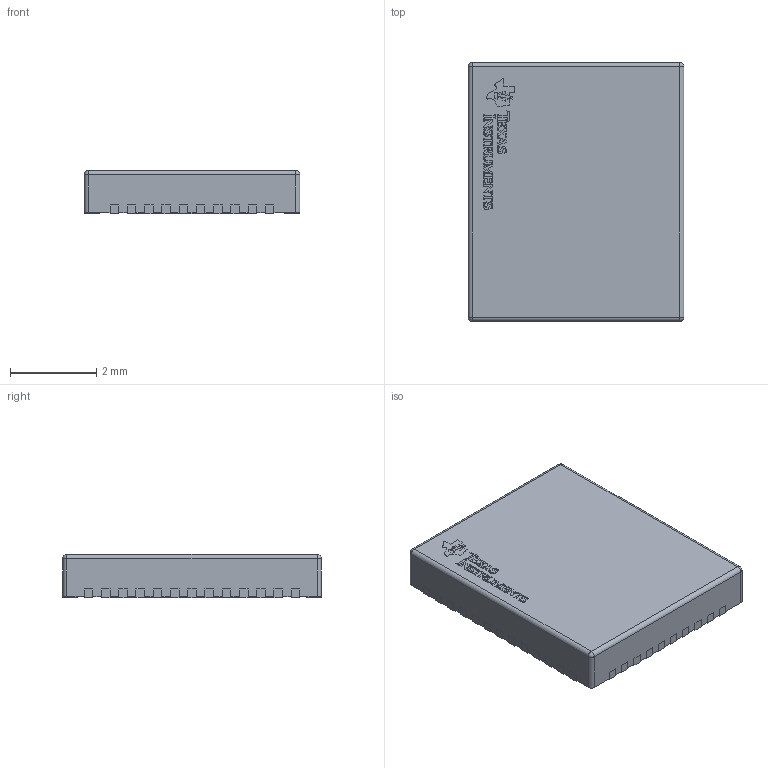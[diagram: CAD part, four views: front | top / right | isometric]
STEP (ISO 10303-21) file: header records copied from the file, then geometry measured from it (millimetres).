
FILE_DESCRIPTION(/* description */ (''),/* implementation_level */ '2;1');
FILE_NAME(/* name */ '1.stp',/* time_stamp */ '2019-12-03T18:05:03+02:00',/* author */ ('k'),/* organization */ (''),/* preprocessor_version */ 'ST-DEVELOPER v15.6',/* originating_system */ 'Autodesk Inventor 2015',/* authorisation */ '');
FILE_SCHEMA (('AUTOMOTIVE_DESIGN { 1 0 10303 214 3 1 1 }'));
Length unit declared in the file: millimetre
Products named in the file (5): BODY-QFN; FRAME-RJV0046A; Texas Logo Yury; Texas Logo Yury - Copy; RJV0046A
Bounding box: 5 x 6 x 1 mm (x, y, z)
Volume: 29.6 mm3; surface area: 157.7 mm2
Topology: 66 solids, 66 shells, 970 faces, 2493 edges, 1658 vertices
Faces by surface type: plane 684, bspline 166, cylinder 116, sphere 4
Entity records: 30674 total; most frequent: CARTESIAN_POINT 7792, ORIENTED_EDGE 4986, DIRECTION 4019, EDGE_CURVE 2493, LINE 1929, VECTOR 1929, VERTEX_POINT 1658, AXIS2_PLACEMENT_3D 1045
